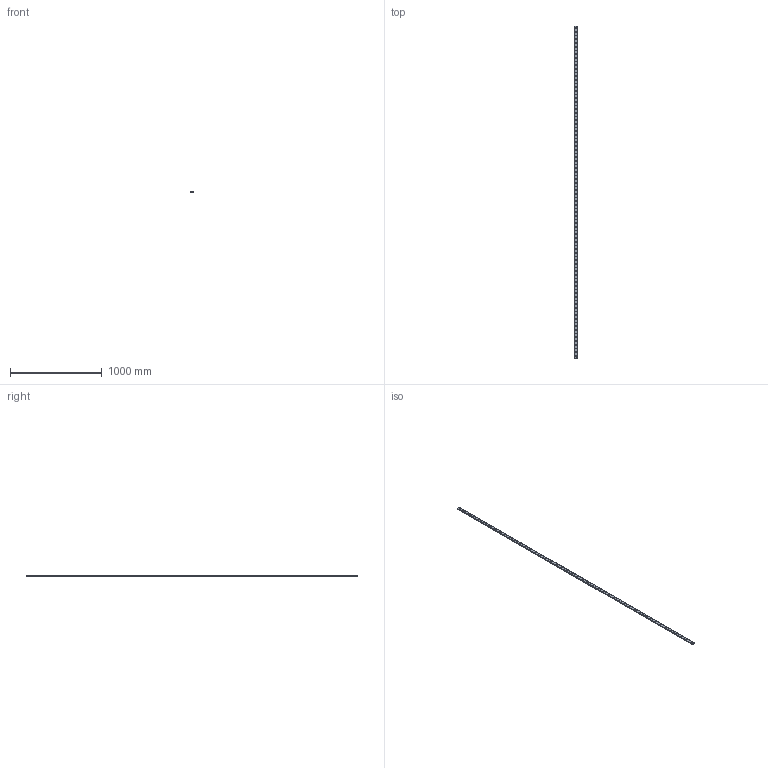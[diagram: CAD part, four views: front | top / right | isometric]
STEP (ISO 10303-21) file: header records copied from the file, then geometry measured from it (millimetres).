
FILE_DESCRIPTION(('STEP AP214'),'1');
FILE_NAME('cctmp_95F8E5B3-E2AE-4644-A835-5B44EC56F09E_2021_03_02_13_59_36_0358..stp','2021-03-02T12:59:37',('HIWIN GmbH'),('CADClick - www.CADClick.com'),'Spatial InterOp 3D',' ','unknown authorization');
FILE_SCHEMA(('AUTOMOTIVE_DESIGN'));
Length unit declared in the file: millimetre
Products named in the file (1): WER17R3610H_FILE
Bounding box: 33 x 3610 x 9.3 mm (x, y, z)
Volume: 997266 mm3; surface area: 352626.8 mm2
Topology: 1 solids, 1 shells, 1723 faces, 3531 edges, 2354 vertices
Faces by surface type: cylinder 1098, plane 625
Entity records: 60309 total; most frequent: DIRECTION 9175, CARTESIAN_POINT 7609, ORIENTED_EDGE 7062, AXIS2_PLACEMENT_3D 3920, EDGE_CURVE 3531, VERTEX_POINT 2354, EDGE_LOOP 2267, CIRCLE 2196
